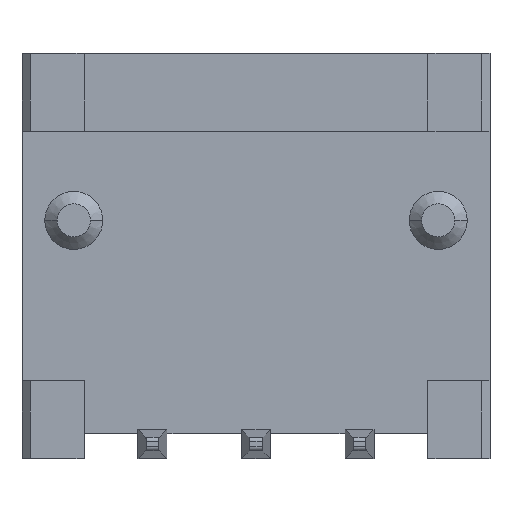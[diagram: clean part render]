
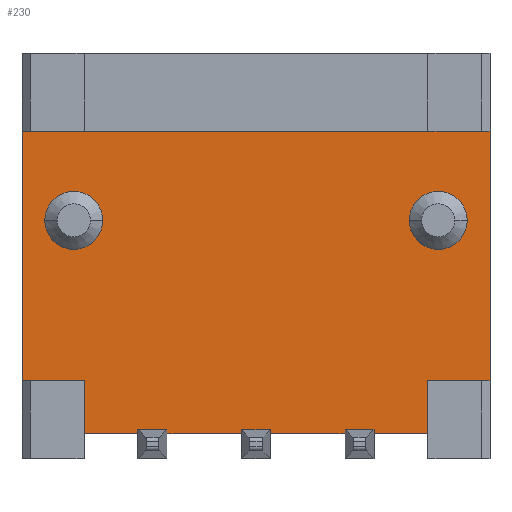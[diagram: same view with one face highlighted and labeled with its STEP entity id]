
A CAD part, front view. The second image highlights one B-rep face of the part: STEP entity #230.
In plain terms, the highlighted planar face has unit normal (0, -1, 0).
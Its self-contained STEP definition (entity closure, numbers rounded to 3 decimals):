
#230=ADVANCED_FACE('',(#611,#612,#613),#614,.T.);
#611=FACE_OUTER_BOUND('',#1146,.T.);
#612=FACE_BOUND('',#1147,.T.);
#613=FACE_BOUND('',#1148,.T.);
#614=PLANE('',#1149);
#1146=EDGE_LOOP('',(#1771,#1772,#1773,#1774,#1775,#1776,#1777,#1778,#1779,#1780,#1781,#1782,#1783,#1784,#1785,#1786,#1787,#1788,#1789,#1790));
#1147=EDGE_LOOP('',(#1791,#1792));
#1148=EDGE_LOOP('',(#1793,#1794));
#1149=AXIS2_PLACEMENT_3D('',#1795,#1796,#1797);
#1771=ORIENTED_EDGE('',*,*,#3325,.T.);
#1772=ORIENTED_EDGE('',*,*,#3341,.T.);
#1773=ORIENTED_EDGE('',*,*,#3366,.T.);
#1774=ORIENTED_EDGE('',*,*,#3372,.F.);
#1775=ORIENTED_EDGE('',*,*,#3373,.F.);
#1776=ORIENTED_EDGE('',*,*,#3374,.F.);
#1777=ORIENTED_EDGE('',*,*,#3375,.F.);
#1778=ORIENTED_EDGE('',*,*,#3376,.F.);
#1779=ORIENTED_EDGE('',*,*,#3377,.F.);
#1780=ORIENTED_EDGE('',*,*,#3378,.F.);
#1781=ORIENTED_EDGE('',*,*,#3379,.F.);
#1782=ORIENTED_EDGE('',*,*,#3380,.F.);
#1783=ORIENTED_EDGE('',*,*,#3381,.T.);
#1784=ORIENTED_EDGE('',*,*,#3382,.T.);
#1785=ORIENTED_EDGE('',*,*,#3383,.T.);
#1786=ORIENTED_EDGE('',*,*,#3384,.F.);
#1787=ORIENTED_EDGE('',*,*,#3385,.T.);
#1788=ORIENTED_EDGE('',*,*,#3386,.T.);
#1789=ORIENTED_EDGE('',*,*,#3387,.T.);
#1790=ORIENTED_EDGE('',*,*,#3388,.F.);
#1791=ORIENTED_EDGE('',*,*,#3389,.T.);
#1792=ORIENTED_EDGE('',*,*,#3314,.T.);
#1793=ORIENTED_EDGE('',*,*,#3390,.T.);
#1794=ORIENTED_EDGE('',*,*,#3323,.T.);
#1795=CARTESIAN_POINT('',(1.25,0.3,1.814));
#1796=DIRECTION('',(0.0,-1.0,0.));
#1797=DIRECTION('',(1.0,0.0,0.0));
#3314=EDGE_CURVE('',#3982,#3984,#3986,.T.);
#3323=EDGE_CURVE('',#3997,#3999,#4001,.T.);
#3325=EDGE_CURVE('',#4003,#4004,#4005,.T.);
#3341=EDGE_CURVE('',#4004,#4031,#4032,.T.);
#3366=EDGE_CURVE('',#4031,#4067,#4068,.T.);
#3372=EDGE_CURVE('',#4074,#4067,#4075,.T.);
#3373=EDGE_CURVE('',#4076,#4074,#4077,.T.);
#3374=EDGE_CURVE('',#4078,#4076,#4079,.T.);
#3375=EDGE_CURVE('',#4080,#4078,#4081,.T.);
#3376=EDGE_CURVE('',#4082,#4080,#4083,.T.);
#3377=EDGE_CURVE('',#4084,#4082,#4085,.T.);
#3378=EDGE_CURVE('',#4086,#4084,#4087,.T.);
#3379=EDGE_CURVE('',#4088,#4086,#4089,.T.);
#3380=EDGE_CURVE('',#4090,#4088,#4091,.T.);
#3381=EDGE_CURVE('',#4090,#4092,#4093,.T.);
#3382=EDGE_CURVE('',#4092,#4094,#4095,.T.);
#3383=EDGE_CURVE('',#4094,#4096,#4097,.T.);
#3384=EDGE_CURVE('',#4098,#4096,#4099,.T.);
#3385=EDGE_CURVE('',#4098,#4100,#4101,.T.);
#3386=EDGE_CURVE('',#4100,#4102,#4103,.T.);
#3387=EDGE_CURVE('',#4102,#4104,#4105,.T.);
#3388=EDGE_CURVE('',#4003,#4104,#4106,.T.);
#3389=EDGE_CURVE('',#3984,#3982,#4107,.T.);
#3390=EDGE_CURVE('',#3999,#3997,#4108,.T.);
#3982=VERTEX_POINT('',#4976);
#3984=VERTEX_POINT('',#4979);
#3986=CIRCLE('',#4982,0.35);
#3997=VERTEX_POINT('',#4995);
#3999=VERTEX_POINT('',#4998);
#4001=CIRCLE('',#5001,0.35);
#4003=VERTEX_POINT('',#5003);
#4004=VERTEX_POINT('',#5004);
#4005=LINE('',#5005,#5006);
#4031=VERTEX_POINT('',#5042);
#4032=LINE('',#5043,#5044);
#4067=VERTEX_POINT('',#5093);
#4068=LINE('',#5094,#5095);
#4074=VERTEX_POINT('',#5103);
#4075=LINE('',#5104,#5105);
#4076=VERTEX_POINT('',#5106);
#4077=LINE('',#5107,#5108);
#4078=VERTEX_POINT('',#5109);
#4079=LINE('',#5110,#5111);
#4080=VERTEX_POINT('',#5112);
#4081=LINE('',#5113,#5114);
#4082=VERTEX_POINT('',#5115);
#4083=LINE('',#5116,#5117);
#4084=VERTEX_POINT('',#5118);
#4085=LINE('',#5119,#5120);
#4086=VERTEX_POINT('',#5121);
#4087=LINE('',#5122,#5123);
#4088=VERTEX_POINT('',#5124);
#4089=LINE('',#5125,#5126);
#4090=VERTEX_POINT('',#5127);
#4091=LINE('',#5128,#5129);
#4092=VERTEX_POINT('',#5130);
#4093=LINE('',#5131,#5132);
#4094=VERTEX_POINT('',#5133);
#4095=LINE('',#5134,#5135);
#4096=VERTEX_POINT('',#5136);
#4097=LINE('',#5137,#5138);
#4098=VERTEX_POINT('',#5139);
#4099=LINE('',#5140,#5141);
#4100=VERTEX_POINT('',#5142);
#4101=LINE('',#5143,#5144);
#4102=VERTEX_POINT('',#5145);
#4103=LINE('',#5146,#5147);
#4104=VERTEX_POINT('',#5148);
#4105=LINE('',#5149,#5150);
#4106=LINE('',#5151,#5152);
#4107=CIRCLE('',#5153,0.35);
#4108=CIRCLE('',#5154,0.35);
#4976=CARTESIAN_POINT('',(-0.6,0.3,2.7));
#4979=CARTESIAN_POINT('',(-1.3,0.3,2.7));
#4982=AXIS2_PLACEMENT_3D('',#6402,#6403,#6404);
#4995=CARTESIAN_POINT('',(3.8,0.3,2.7));
#4998=CARTESIAN_POINT('',(3.1,0.3,2.7));
#5001=AXIS2_PLACEMENT_3D('',#6415,#6416,#6417);
#5003=CARTESIAN_POINT('',(2.325,0.3,0.125));
#5004=CARTESIAN_POINT('',(2.325,0.3,0.175));
#5005=CARTESIAN_POINT('',(2.325,0.3,0.507));
#5006=VECTOR('',#6418,1.0);
#5042=CARTESIAN_POINT('',(2.675,0.3,0.175));
#5043=CARTESIAN_POINT('',(1.77,0.3,0.175));
#5044=VECTOR('',#6435,1.0);
#5093=CARTESIAN_POINT('',(2.675,0.3,0.125));
#5094=CARTESIAN_POINT('',(2.675,0.3,0.507));
#5095=VECTOR('',#6462,1.0);
#5103=CARTESIAN_POINT('',(3.325,0.3,0.125));
#5104=CARTESIAN_POINT('',(1.25,0.3,0.125));
#5105=VECTOR('',#6465,1.0);
#5106=CARTESIAN_POINT('',(3.325,0.3,0.765));
#5107=CARTESIAN_POINT('',(3.325,0.3,0.765));
#5108=VECTOR('',#6466,1.0);
#5109=CARTESIAN_POINT('',(4.075,0.3,0.765));
#5110=CARTESIAN_POINT('',(4.175,0.3,0.765));
#5111=VECTOR('',#6467,1.0);
#5112=CARTESIAN_POINT('',(4.075,0.3,3.775));
#5113=CARTESIAN_POINT('',(4.075,0.3,0.819));
#5114=VECTOR('',#6468,1.0);
#5115=CARTESIAN_POINT('',(-1.575,0.3,3.775));
#5116=CARTESIAN_POINT('',(-1.675,0.3,3.775));
#5117=VECTOR('',#6469,1.0);
#5118=CARTESIAN_POINT('',(-1.575,0.3,0.765));
#5119=CARTESIAN_POINT('',(-1.575,0.3,0.819));
#5120=VECTOR('',#6470,1.0);
#5121=CARTESIAN_POINT('',(-0.825,0.3,0.765));
#5122=CARTESIAN_POINT('',(-0.825,0.3,0.765));
#5123=VECTOR('',#6471,1.0);
#5124=CARTESIAN_POINT('',(-0.825,0.3,0.125));
#5125=CARTESIAN_POINT('',(-0.825,0.3,-0.335));
#5126=VECTOR('',#6472,1.0);
#5127=CARTESIAN_POINT('',(-0.175,0.3,0.125));
#5128=CARTESIAN_POINT('',(1.25,0.3,0.125));
#5129=VECTOR('',#6473,1.0);
#5130=CARTESIAN_POINT('',(-0.175,0.3,0.175));
#5131=CARTESIAN_POINT('',(-0.175,0.3,0.507));
#5132=VECTOR('',#6474,1.0);
#5133=CARTESIAN_POINT('',(0.175,0.3,0.175));
#5134=CARTESIAN_POINT('',(0.52,0.3,0.175));
#5135=VECTOR('',#6475,1.0);
#5136=CARTESIAN_POINT('',(0.175,0.3,0.125));
#5137=CARTESIAN_POINT('',(0.175,0.3,0.507));
#5138=VECTOR('',#6476,1.0);
#5139=CARTESIAN_POINT('',(1.075,0.3,0.125));
#5140=CARTESIAN_POINT('',(1.25,0.3,0.125));
#5141=VECTOR('',#6477,1.0);
#5142=CARTESIAN_POINT('',(1.075,0.3,0.175));
#5143=CARTESIAN_POINT('',(1.075,0.3,0.507));
#5144=VECTOR('',#6478,1.0);
#5145=CARTESIAN_POINT('',(1.425,0.3,0.175));
#5146=CARTESIAN_POINT('',(1.145,0.3,0.175));
#5147=VECTOR('',#6479,1.0);
#5148=CARTESIAN_POINT('',(1.425,0.3,0.125));
#5149=CARTESIAN_POINT('',(1.425,0.3,0.507));
#5150=VECTOR('',#6480,1.0);
#5151=CARTESIAN_POINT('',(1.25,0.3,0.125));
#5152=VECTOR('',#6481,1.0);
#5153=AXIS2_PLACEMENT_3D('',#6482,#6483,#6484);
#5154=AXIS2_PLACEMENT_3D('',#6485,#6486,#6487);
#6402=CARTESIAN_POINT('',(-0.95,0.3,2.7));
#6403=DIRECTION('',(0.0,1.0,0.));
#6404=DIRECTION('',(1.0,0.0,0.0));
#6415=CARTESIAN_POINT('',(3.45,0.3,2.7));
#6416=DIRECTION('',(0.0,1.0,0.));
#6417=DIRECTION('',(1.0,0.0,0.0));
#6418=DIRECTION('',(0.,0.,1.0));
#6435=DIRECTION('',(1.0,0.,0.));
#6462=DIRECTION('',(0.0,0.,-1.0));
#6465=DIRECTION('',(-1.0,0.0,0.0));
#6466=DIRECTION('',(0.0,0.,-1.0));
#6467=DIRECTION('',(-1.0,0.0,0.0));
#6468=DIRECTION('',(0.0,0.,-1.0));
#6469=DIRECTION('',(1.0,0.0,0.0));
#6470=DIRECTION('',(0.,0.,1.0));
#6471=DIRECTION('',(-1.0,0.0,0.0));
#6472=DIRECTION('',(0.,0.,1.0));
#6473=DIRECTION('',(-1.0,0.0,0.0));
#6474=DIRECTION('',(0.,0.,1.0));
#6475=DIRECTION('',(1.0,0.,0.));
#6476=DIRECTION('',(0.0,0.,-1.0));
#6477=DIRECTION('',(-1.0,0.0,0.0));
#6478=DIRECTION('',(0.,0.,1.0));
#6479=DIRECTION('',(1.0,0.,0.));
#6480=DIRECTION('',(0.0,0.,-1.0));
#6481=DIRECTION('',(-1.0,0.0,0.0));
#6482=CARTESIAN_POINT('',(-0.95,0.3,2.7));
#6483=DIRECTION('',(0.0,1.0,0.));
#6484=DIRECTION('',(1.0,0.0,0.0));
#6485=CARTESIAN_POINT('',(3.45,0.3,2.7));
#6486=DIRECTION('',(0.0,1.0,0.));
#6487=DIRECTION('',(1.0,0.0,0.0));
